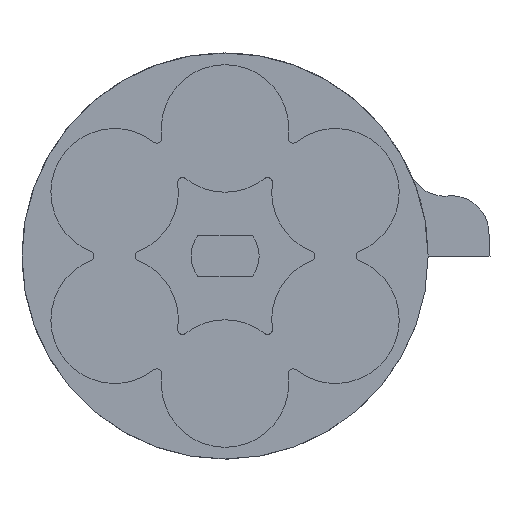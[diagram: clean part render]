
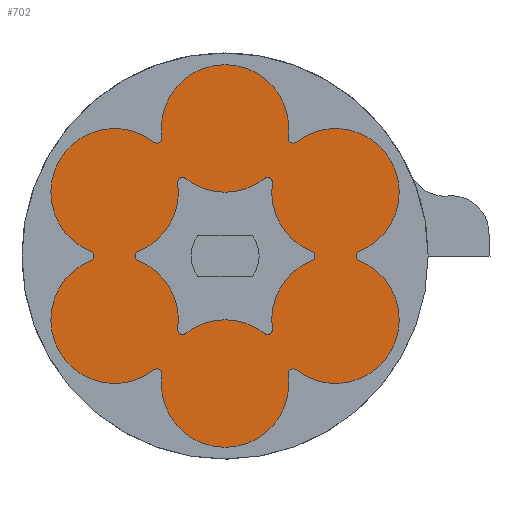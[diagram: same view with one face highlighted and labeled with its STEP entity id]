
A CAD part, left-side view. The second image highlights one B-rep face of the part: STEP entity #702.
In plain terms, the highlighted planar face has unit normal (-1, 0, 0).
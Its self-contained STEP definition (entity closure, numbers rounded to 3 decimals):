
#17=FACE_BOUND('',#98,.T.);
#21=PLANE('',#816);
#54=FACE_OUTER_BOUND('',#97,.T.);
#97=EDGE_LOOP('',(#557,#558,#559,#560,#561,#562,#563,#564,#565,#566,#567,
#568));
#98=EDGE_LOOP('',(#569,#570,#571,#572,#573,#574,#575,#576,#577,#578,#579,
#580));
#198=CIRCLE('',#743,0.4);
#199=CIRCLE('',#745,5.15);
#202=CIRCLE('',#749,5.15);
#214=CIRCLE('',#763,0.4);
#215=CIRCLE('',#765,5.15);
#218=CIRCLE('',#769,5.15);
#230=CIRCLE('',#783,0.4);
#231=CIRCLE('',#785,5.15);
#232=CIRCLE('',#787,0.4);
#233=CIRCLE('',#789,5.15);
#234=CIRCLE('',#791,5.15);
#235=CIRCLE('',#793,0.4);
#236=CIRCLE('',#795,0.4);
#237=CIRCLE('',#797,5.15);
#238=CIRCLE('',#799,0.4);
#239=CIRCLE('',#801,5.15);
#240=CIRCLE('',#803,0.4);
#241=CIRCLE('',#805,5.15);
#242=CIRCLE('',#807,0.4);
#243=CIRCLE('',#809,0.4);
#244=CIRCLE('',#811,0.4);
#245=CIRCLE('',#813,0.4);
#246=CIRCLE('',#815,5.15);
#247=CIRCLE('',#817,5.15);
#263=VERTEX_POINT('',#1104);
#264=VERTEX_POINT('',#1106);
#265=VERTEX_POINT('',#1110);
#268=VERTEX_POINT('',#1118);
#280=VERTEX_POINT('',#1145);
#281=VERTEX_POINT('',#1147);
#282=VERTEX_POINT('',#1151);
#285=VERTEX_POINT('',#1159);
#298=VERTEX_POINT('',#1189);
#299=VERTEX_POINT('',#1193);
#300=VERTEX_POINT('',#1197);
#301=VERTEX_POINT('',#1199);
#302=VERTEX_POINT('',#1203);
#303=VERTEX_POINT('',#1207);
#304=VERTEX_POINT('',#1213);
#305=VERTEX_POINT('',#1217);
#306=VERTEX_POINT('',#1221);
#307=VERTEX_POINT('',#1225);
#308=VERTEX_POINT('',#1229);
#309=VERTEX_POINT('',#1233);
#310=VERTEX_POINT('',#1237);
#311=VERTEX_POINT('',#1241);
#312=VERTEX_POINT('',#1245);
#313=VERTEX_POINT('',#1249);
#333=EDGE_CURVE('',#263,#264,#198,.F.);
#335=EDGE_CURVE('',#265,#264,#199,.T.);
#340=EDGE_CURVE('',#263,#268,#202,.T.);
#353=EDGE_CURVE('',#280,#281,#214,.F.);
#355=EDGE_CURVE('',#282,#281,#215,.T.);
#360=EDGE_CURVE('',#280,#285,#218,.T.);
#374=EDGE_CURVE('',#285,#298,#230,.T.);
#377=EDGE_CURVE('',#298,#299,#231,.T.);
#379=EDGE_CURVE('',#300,#301,#232,.F.);
#381=EDGE_CURVE('',#302,#301,#233,.T.);
#384=EDGE_CURVE('',#300,#303,#234,.T.);
#385=EDGE_CURVE('',#282,#303,#235,.F.);
#386=EDGE_CURVE('',#304,#265,#236,.T.);
#388=EDGE_CURVE('',#305,#304,#237,.T.);
#390=EDGE_CURVE('',#305,#306,#238,.F.);
#392=EDGE_CURVE('',#307,#306,#239,.T.);
#394=EDGE_CURVE('',#307,#308,#240,.F.);
#396=EDGE_CURVE('',#309,#308,#241,.T.);
#399=EDGE_CURVE('',#310,#299,#242,.F.);
#400=EDGE_CURVE('',#309,#311,#243,.F.);
#402=EDGE_CURVE('',#268,#312,#244,.T.);
#404=EDGE_CURVE('',#313,#302,#245,.T.);
#406=EDGE_CURVE('',#310,#313,#246,.T.);
#407=EDGE_CURVE('',#312,#311,#247,.T.);
#557=ORIENTED_EDGE('',*,*,#335,.T.);
#558=ORIENTED_EDGE('',*,*,#333,.F.);
#559=ORIENTED_EDGE('',*,*,#340,.T.);
#560=ORIENTED_EDGE('',*,*,#402,.T.);
#561=ORIENTED_EDGE('',*,*,#407,.T.);
#562=ORIENTED_EDGE('',*,*,#400,.F.);
#563=ORIENTED_EDGE('',*,*,#396,.T.);
#564=ORIENTED_EDGE('',*,*,#394,.F.);
#565=ORIENTED_EDGE('',*,*,#392,.T.);
#566=ORIENTED_EDGE('',*,*,#390,.F.);
#567=ORIENTED_EDGE('',*,*,#388,.T.);
#568=ORIENTED_EDGE('',*,*,#386,.T.);
#569=ORIENTED_EDGE('',*,*,#377,.T.);
#570=ORIENTED_EDGE('',*,*,#399,.F.);
#571=ORIENTED_EDGE('',*,*,#406,.T.);
#572=ORIENTED_EDGE('',*,*,#404,.T.);
#573=ORIENTED_EDGE('',*,*,#381,.T.);
#574=ORIENTED_EDGE('',*,*,#379,.F.);
#575=ORIENTED_EDGE('',*,*,#384,.T.);
#576=ORIENTED_EDGE('',*,*,#385,.F.);
#577=ORIENTED_EDGE('',*,*,#355,.T.);
#578=ORIENTED_EDGE('',*,*,#353,.F.);
#579=ORIENTED_EDGE('',*,*,#360,.T.);
#580=ORIENTED_EDGE('',*,*,#374,.T.);
#702=ADVANCED_FACE('',(#54,#17),#21,.F.);
#743=AXIS2_PLACEMENT_3D('',#1107,#853,#854);
#745=AXIS2_PLACEMENT_3D('',#1111,#858,#859);
#749=AXIS2_PLACEMENT_3D('',#1120,#868,#869);
#763=AXIS2_PLACEMENT_3D('',#1148,#897,#898);
#765=AXIS2_PLACEMENT_3D('',#1152,#902,#903);
#769=AXIS2_PLACEMENT_3D('',#1161,#912,#913);
#783=AXIS2_PLACEMENT_3D('',#1190,#942,#943);
#785=AXIS2_PLACEMENT_3D('',#1195,#948,#949);
#787=AXIS2_PLACEMENT_3D('',#1200,#953,#954);
#789=AXIS2_PLACEMENT_3D('',#1204,#958,#959);
#791=AXIS2_PLACEMENT_3D('',#1209,#964,#965);
#793=AXIS2_PLACEMENT_3D('',#1211,#968,#969);
#795=AXIS2_PLACEMENT_3D('',#1214,#972,#973);
#797=AXIS2_PLACEMENT_3D('',#1218,#977,#978);
#799=AXIS2_PLACEMENT_3D('',#1222,#982,#983);
#801=AXIS2_PLACEMENT_3D('',#1226,#987,#988);
#803=AXIS2_PLACEMENT_3D('',#1230,#992,#993);
#805=AXIS2_PLACEMENT_3D('',#1234,#997,#998);
#807=AXIS2_PLACEMENT_3D('',#1239,#1003,#1004);
#809=AXIS2_PLACEMENT_3D('',#1242,#1007,#1008);
#811=AXIS2_PLACEMENT_3D('',#1246,#1012,#1013);
#813=AXIS2_PLACEMENT_3D('',#1250,#1017,#1018);
#815=AXIS2_PLACEMENT_3D('',#1253,#1022,#1023);
#816=AXIS2_PLACEMENT_3D('',#1254,#1024,#1025);
#817=AXIS2_PLACEMENT_3D('',#1255,#1026,#1027);
#853=DIRECTION('center_axis',(1.,0.,0.));
#854=DIRECTION('ref_axis',(0.,0.99,-0.141));
#858=DIRECTION('center_axis',(-1.,0.,0.));
#859=DIRECTION('ref_axis',(0.,-1.,0.));
#868=DIRECTION('center_axis',(-1.,0.,0.));
#869=DIRECTION('ref_axis',(0.,-1.,0.));
#897=DIRECTION('center_axis',(1.,0.,0.));
#898=DIRECTION('ref_axis',(0.,0.373,-0.928));
#902=DIRECTION('center_axis',(-1.,0.,0.));
#903=DIRECTION('ref_axis',(0.,-1.,0.));
#912=DIRECTION('center_axis',(-1.,0.,0.));
#913=DIRECTION('ref_axis',(0.,-1.,0.));
#942=DIRECTION('center_axis',(1.,0.,0.));
#943=DIRECTION('ref_axis',(0.,-0.617,0.787));
#948=DIRECTION('center_axis',(-1.,0.,0.));
#949=DIRECTION('ref_axis',(0.,-1.,0.));
#953=DIRECTION('center_axis',(1.,0.,0.));
#954=DIRECTION('ref_axis',(0.,-0.99,0.141));
#958=DIRECTION('center_axis',(-1.,0.,0.));
#959=DIRECTION('ref_axis',(0.,-1.,0.));
#964=DIRECTION('center_axis',(-1.,0.,0.));
#965=DIRECTION('ref_axis',(0.,-1.,0.));
#968=DIRECTION('center_axis',(1.,0.,0.));
#969=DIRECTION('ref_axis',(0.,-0.617,-0.787));
#972=DIRECTION('center_axis',(1.,0.,0.));
#973=DIRECTION('ref_axis',(0.,-0.99,-0.141));
#977=DIRECTION('center_axis',(-1.,0.,0.));
#978=DIRECTION('ref_axis',(0.,-1.,0.));
#982=DIRECTION('center_axis',(1.,0.,0.));
#983=DIRECTION('ref_axis',(0.,-0.373,0.928));
#987=DIRECTION('center_axis',(-1.,0.,0.));
#988=DIRECTION('ref_axis',(0.,-1.,0.));
#992=DIRECTION('center_axis',(1.,0.,0.));
#993=DIRECTION('ref_axis',(0.,-0.99,0.141));
#997=DIRECTION('center_axis',(-1.,0.,0.));
#998=DIRECTION('ref_axis',(0.,-1.,0.));
#1003=DIRECTION('center_axis',(1.,0.,0.));
#1004=DIRECTION('ref_axis',(0.,0.617,0.787));
#1007=DIRECTION('center_axis',(1.,0.,0.));
#1008=DIRECTION('ref_axis',(0.,-0.617,-0.787));
#1012=DIRECTION('center_axis',(1.,0.,0.));
#1013=DIRECTION('ref_axis',(0.,0.373,0.928));
#1017=DIRECTION('center_axis',(1.,0.,0.));
#1018=DIRECTION('ref_axis',(0.,-0.373,-0.928));
#1022=DIRECTION('center_axis',(-1.,0.,0.));
#1023=DIRECTION('ref_axis',(0.,-1.,0.));
#1024=DIRECTION('center_axis',(1.,0.,0.));
#1025=DIRECTION('ref_axis',(0.,0.,-1.));
#1026=DIRECTION('center_axis',(-1.,0.,0.));
#1027=DIRECTION('ref_axis',(0.,-1.,0.));
#1104=CARTESIAN_POINT('',(1.6,5.741,9.202));
#1106=CARTESIAN_POINT('',(1.6,5.098,9.573));
#1107=CARTESIAN_POINT('Origin',(1.6,5.494,9.517));
#1110=CARTESIAN_POINT('',(1.6,-5.098,9.573));
#1111=CARTESIAN_POINT('Origin',(1.6,0.,10.3));
#1118=CARTESIAN_POINT('',(1.6,10.84,0.371));
#1120=CARTESIAN_POINT('Origin',(1.6,8.92,5.15));
#1145=CARTESIAN_POINT('',(1.6,-7.,-0.371));
#1147=CARTESIAN_POINT('',(1.6,-7.,0.371));
#1148=CARTESIAN_POINT('Origin',(1.6,-6.851,0.));
#1151=CARTESIAN_POINT('',(1.6,-3.822,5.877));
#1152=CARTESIAN_POINT('Origin',(1.6,-8.92,5.15));
#1159=CARTESIAN_POINT('',(1.6,-3.822,-5.877));
#1161=CARTESIAN_POINT('Origin',(1.6,-8.92,-5.15));
#1189=CARTESIAN_POINT('',(1.6,-3.179,-6.248));
#1190=CARTESIAN_POINT('Origin',(1.6,-3.426,-5.933));
#1193=CARTESIAN_POINT('',(1.6,3.179,-6.248));
#1195=CARTESIAN_POINT('Origin',(1.6,0.,-10.3));
#1197=CARTESIAN_POINT('',(1.6,3.179,6.248));
#1199=CARTESIAN_POINT('',(1.6,3.822,5.877));
#1200=CARTESIAN_POINT('Origin',(1.6,3.426,5.933));
#1203=CARTESIAN_POINT('',(1.6,7.,0.371));
#1204=CARTESIAN_POINT('Origin',(1.6,8.92,5.15));
#1207=CARTESIAN_POINT('',(1.6,-3.179,6.248));
#1209=CARTESIAN_POINT('Origin',(1.6,0.,10.3));
#1211=CARTESIAN_POINT('Origin',(1.6,-3.426,5.933));
#1213=CARTESIAN_POINT('',(1.6,-5.741,9.202));
#1214=CARTESIAN_POINT('Origin',(1.6,-5.494,9.517));
#1217=CARTESIAN_POINT('',(1.6,-10.84,0.371));
#1218=CARTESIAN_POINT('Origin',(1.6,-8.92,5.15));
#1221=CARTESIAN_POINT('',(1.6,-10.84,-0.371));
#1222=CARTESIAN_POINT('Origin',(1.6,-10.989,0.));
#1225=CARTESIAN_POINT('',(1.6,-5.741,-9.202));
#1226=CARTESIAN_POINT('Origin',(1.6,-8.92,-5.15));
#1229=CARTESIAN_POINT('',(1.6,-5.098,-9.573));
#1230=CARTESIAN_POINT('Origin',(1.6,-5.494,-9.517));
#1233=CARTESIAN_POINT('',(1.6,5.098,-9.573));
#1234=CARTESIAN_POINT('Origin',(1.6,0.,-10.3));
#1237=CARTESIAN_POINT('',(1.6,3.822,-5.877));
#1239=CARTESIAN_POINT('Origin',(1.6,3.426,-5.933));
#1241=CARTESIAN_POINT('',(1.6,5.741,-9.202));
#1242=CARTESIAN_POINT('Origin',(1.6,5.494,-9.517));
#1245=CARTESIAN_POINT('',(1.6,10.84,-0.371));
#1246=CARTESIAN_POINT('Origin',(1.6,10.989,0.));
#1249=CARTESIAN_POINT('',(1.6,7.,-0.371));
#1250=CARTESIAN_POINT('Origin',(1.6,6.851,0.));
#1253=CARTESIAN_POINT('Origin',(1.6,8.92,-5.15));
#1254=CARTESIAN_POINT('Origin',(1.6,0.,0.));
#1255=CARTESIAN_POINT('Origin',(1.6,8.92,-5.15));
